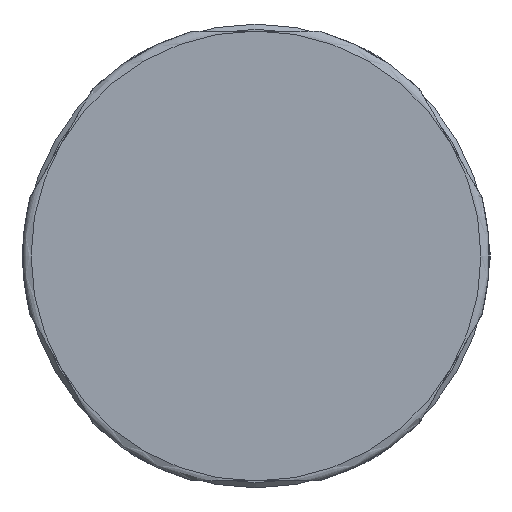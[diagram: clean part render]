
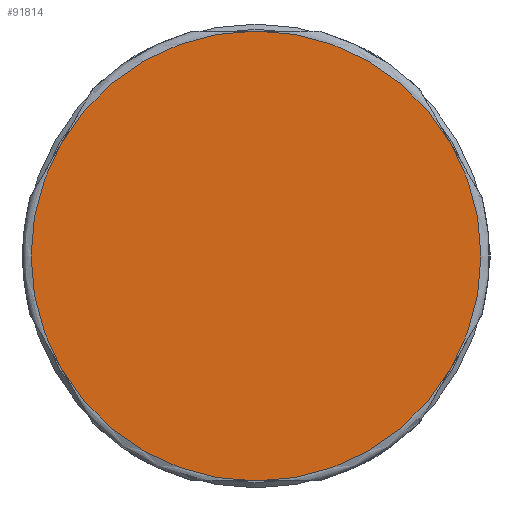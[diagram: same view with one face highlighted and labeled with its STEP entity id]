
A CAD part, left-side view. The second image highlights one B-rep face of the part: STEP entity #91814.
In plain terms, the highlighted planar face has unit normal (-1, 0, 0).
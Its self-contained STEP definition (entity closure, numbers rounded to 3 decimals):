
#90818=CARTESIAN_POINT('',(0.,11.258,6.5));
#90819=VERTEX_POINT('',#90818);
#90916=CARTESIAN_POINT('',(0.,11.258,-6.5));
#90917=VERTEX_POINT('',#90916);
#91010=CARTESIAN_POINT('',(0.,0.,-13.));
#91011=VERTEX_POINT('',#91010);
#91110=CARTESIAN_POINT('',(0.,-11.258,-6.5));
#91111=VERTEX_POINT('',#91110);
#91210=CARTESIAN_POINT('',(0.,-11.258,6.5));
#91211=VERTEX_POINT('',#91210);
#91291=CARTESIAN_POINT('',(0.,0.0,13.));
#91292=VERTEX_POINT('',#91291);
#91310=CARTESIAN_POINT('',(0.,0.0,0.0));
#91311=DIRECTION('',(1.0,0.0,0.0));
#91312=DIRECTION('',(0.0,-1.0,0.0));
#91313=AXIS2_PLACEMENT_3D('',#91310,#91311,#91312);
#91314=CIRCLE('',#91313,13.);
#91315=EDGE_CURVE('',#91292,#91211,#91314,.T.);
#91334=CARTESIAN_POINT('',(0.,0.0,0.0));
#91335=DIRECTION('',(1.0,0.0,0.0));
#91336=DIRECTION('',(0.0,-1.0,0.0));
#91337=AXIS2_PLACEMENT_3D('',#91334,#91335,#91336);
#91338=CIRCLE('',#91337,13.);
#91339=EDGE_CURVE('',#91211,#91111,#91338,.T.);
#91358=CARTESIAN_POINT('',(0.,0.0,0.0));
#91359=DIRECTION('',(1.0,0.0,0.0));
#91360=DIRECTION('',(0.0,-1.0,0.0));
#91361=AXIS2_PLACEMENT_3D('',#91358,#91359,#91360);
#91362=CIRCLE('',#91361,13.);
#91363=EDGE_CURVE('',#91111,#91011,#91362,.T.);
#91382=CARTESIAN_POINT('',(0.,0.0,0.0));
#91383=DIRECTION('',(1.0,0.0,0.0));
#91384=DIRECTION('',(0.0,-1.0,0.0));
#91385=AXIS2_PLACEMENT_3D('',#91382,#91383,#91384);
#91386=CIRCLE('',#91385,13.);
#91387=EDGE_CURVE('',#91011,#90917,#91386,.T.);
#91406=CARTESIAN_POINT('',(0.,0.0,0.0));
#91407=DIRECTION('',(1.0,0.0,0.0));
#91408=DIRECTION('',(0.0,-1.0,0.0));
#91409=AXIS2_PLACEMENT_3D('',#91406,#91407,#91408);
#91410=CIRCLE('',#91409,13.);
#91411=EDGE_CURVE('',#90917,#90819,#91410,.T.);
#91422=CARTESIAN_POINT('',(0.,0.0,0.0));
#91423=DIRECTION('',(1.0,0.0,0.0));
#91424=DIRECTION('',(0.0,-1.0,0.0));
#91425=AXIS2_PLACEMENT_3D('',#91422,#91423,#91424);
#91426=CIRCLE('',#91425,13.);
#91427=EDGE_CURVE('',#90819,#91292,#91426,.T.);
#91801=CARTESIAN_POINT('',(0.,10.55,0.0));
#91802=DIRECTION('',(-1.0,0.0,0.0));
#91803=DIRECTION('',(0.0,0.0,1.0));
#91804=AXIS2_PLACEMENT_3D('',#91801,#91802,#91803);
#91805=PLANE('',#91804);
#91806=ORIENTED_EDGE('',*,*,#91315,.F.);
#91807=ORIENTED_EDGE('',*,*,#91427,.F.);
#91808=ORIENTED_EDGE('',*,*,#91411,.F.);
#91809=ORIENTED_EDGE('',*,*,#91387,.F.);
#91810=ORIENTED_EDGE('',*,*,#91363,.F.);
#91811=ORIENTED_EDGE('',*,*,#91339,.F.);
#91812=EDGE_LOOP('',(#91806,#91807,#91808,#91809,#91810,#91811));
#91813=FACE_OUTER_BOUND('',#91812,.T.);
#91814=ADVANCED_FACE('',(#91813),#91805,.T.);
